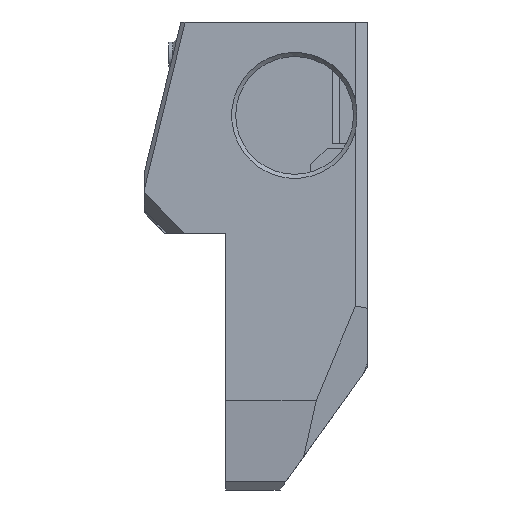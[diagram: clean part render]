
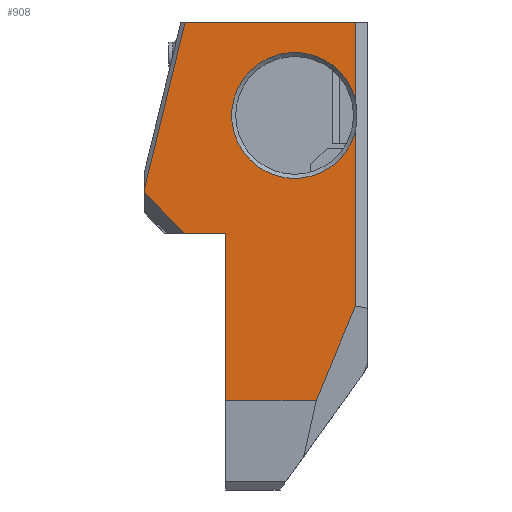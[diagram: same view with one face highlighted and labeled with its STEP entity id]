
A CAD part, left-side view. The second image highlights one B-rep face of the part: STEP entity #908.
In plain terms, the highlighted planar face has unit normal (-1, 0, 0).
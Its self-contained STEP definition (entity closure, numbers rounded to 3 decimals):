
#908=ADVANCED_FACE('NONE',(#2492),#2493,.F.);
#1240=EDGE_CURVE('NONE',#3007,#3004,#3008,.T.);
#1344=EDGE_CURVE('NONE',#3159,#3162,#3163,.T.);
#1546=EDGE_CURVE('NONE',#3445,#3446,#3447,.T.);
#1636=EDGE_CURVE('NONE',#3576,#3577,#3578,.T.);
#1706=EDGE_CURVE('NONE',#3162,#3670,#3671,.T.);
#1724=EDGE_CURVE('NONE',#3696,#3007,#3697,.T.);
#1730=EDGE_CURVE('NONE',#3004,#3577,#3704,.T.);
#1766=EDGE_CURVE('NONE',#3159,#3750,#3751,.T.);
#1768=EDGE_CURVE('NONE',#3750,#3696,#3753,.T.);
#1770=EDGE_CURVE('NONE',#3576,#3445,#3755,.T.);
#2492=FACE_OUTER_BOUND('',#4566,.T.);
#2493=PLANE('',#4567);
#3004=VERTEX_POINT('NONE',#5154);
#3007=VERTEX_POINT('NONE',#5168);
#3008=CIRCLE('',#5169,15.5);
#3159=VERTEX_POINT('NONE',#5433);
#3162=VERTEX_POINT('NONE',#5438);
#3163=LINE('',#5439,#5440);
#3445=VERTEX_POINT('NONE',#5923);
#3446=VERTEX_POINT('',#5924);
#3447=LINE('',#5925,#5926);
#3576=VERTEX_POINT('NONE',#6144);
#3577=VERTEX_POINT('NONE',#6145);
#3578=LINE('',#6146,#6147);
#3670=VERTEX_POINT('',#6308);
#3671=LINE('',#6309,#6310);
#3696=VERTEX_POINT('NONE',#6352);
#3697=LINE('',#6353,#6354);
#3704=LINE('',#6366,#6367);
#3750=VERTEX_POINT('NONE',#6448);
#3751=LINE('',#6449,#6450);
#3753=LINE('',#6453,#6454);
#3755=LINE('',#6457,#6458);
#4566=EDGE_LOOP('',(#8158,#8159,#8160,#8161,#8162,#8163,#8164,#8165,#8166,#8167,#8168));
#4567=AXIS2_PLACEMENT_3D('',#8169,#8170,#8171);
#5154=CARTESIAN_POINT('',(-140.183,90.428,283.852));
#5168=CARTESIAN_POINT('',(-140.183,90.428,276.042));
#5169=AXIS2_PLACEMENT_3D('',#9442,#9443,#9444);
#5433=CARTESIAN_POINT('',(-140.183,122.428,209.835));
#5438=CARTESIAN_POINT('',(-140.183,122.428,250.947));
#5439=CARTESIAN_POINT('',(-140.183,122.428,256.897));
#5440=VECTOR('',#9511,1.0);
#5923=CARTESIAN_POINT('',(-140.183,142.428,261.716));
#5924=CARTESIAN_POINT('',(-140.183,142.428,260.89));
#5925=CARTESIAN_POINT('',(-140.183,142.428,302.947));
#5926=VECTOR('',#9612,1.0);
#6144=CARTESIAN_POINT('',(-140.183,132.399,302.947));
#6145=CARTESIAN_POINT('',(-140.183,90.428,302.947));
#6146=CARTESIAN_POINT('',(-140.183,89.428,302.947));
#6147=VECTOR('',#9657,1.0);
#6308=CARTESIAN_POINT('',(-140.183,132.485,250.947));
#6309=CARTESIAN_POINT('',(-140.183,124.428,250.947));
#6310=VECTOR('',#9692,1.0);
#6352=CARTESIAN_POINT('',(-140.183,90.428,233.067));
#6353=CARTESIAN_POINT('',(-140.183,90.428,192.947));
#6354=VECTOR('',#9701,1.0);
#6366=CARTESIAN_POINT('',(-140.183,90.428,192.947));
#6367=VECTOR('',#9704,1.0);
#6448=CARTESIAN_POINT('',(-140.183,100.087,209.835));
#6449=CARTESIAN_POINT('',(-140.183,122.428,209.835));
#6450=VECTOR('',#9722,1.0);
#6453=CARTESIAN_POINT('',(-140.183,95.045,221.962));
#6454=VECTOR('',#9723,1.0);
#6457=CARTESIAN_POINT('',(-140.183,155.149,209.42));
#6458=VECTOR('',#9724,1.0);
#8158=ORIENTED_EDGE('',*,*,#1546,.T.);
#8159=ORIENTED_EDGE('',*,*,#9958,.T.);
#8160=ORIENTED_EDGE('',*,*,#1706,.F.);
#8161=ORIENTED_EDGE('',*,*,#1344,.F.);
#8162=ORIENTED_EDGE('',*,*,#1766,.T.);
#8163=ORIENTED_EDGE('',*,*,#1768,.T.);
#8164=ORIENTED_EDGE('',*,*,#1724,.T.);
#8165=ORIENTED_EDGE('',*,*,#1240,.T.);
#8166=ORIENTED_EDGE('',*,*,#1730,.T.);
#8167=ORIENTED_EDGE('',*,*,#1636,.F.);
#8168=ORIENTED_EDGE('',*,*,#1770,.T.);
#8169=CARTESIAN_POINT('',(-140.183,87.428,192.947));
#8170=DIRECTION('',(1.0,0.0,-0.0));
#8171=DIRECTION('',(0.0,0.0,1.0));
#9442=CARTESIAN_POINT('',(-140.183,105.428,279.947));
#9443=DIRECTION('',(1.0,0.0,0.0));
#9444=DIRECTION('',(0.0,1.0,0.0));
#9511=DIRECTION('',(0.0,0.0,1.0));
#9612=DIRECTION('',(0.,0.0,-1.0));
#9657=DIRECTION('',(0.0,-1.0,0.0));
#9692=DIRECTION('',(0.0,1.0,0.0));
#9701=DIRECTION('',(0.0,0.0,1.0));
#9704=DIRECTION('',(0.0,0.0,1.0));
#9722=DIRECTION('',(0.0,-1.0,0.0));
#9723=DIRECTION('',(0.0,-0.384,0.923));
#9724=DIRECTION('',(0.0,0.236,-0.972));
#9958=EDGE_CURVE('',#3446,#3670,#10176,.T.);
#10176=LINE('',#10399,#10400);
#10399=CARTESIAN_POINT('',(-140.183,134.607,253.069));
#10400=VECTOR('',#10628,1.0);
#10628=DIRECTION('',(0.0,-0.707,-0.707));
